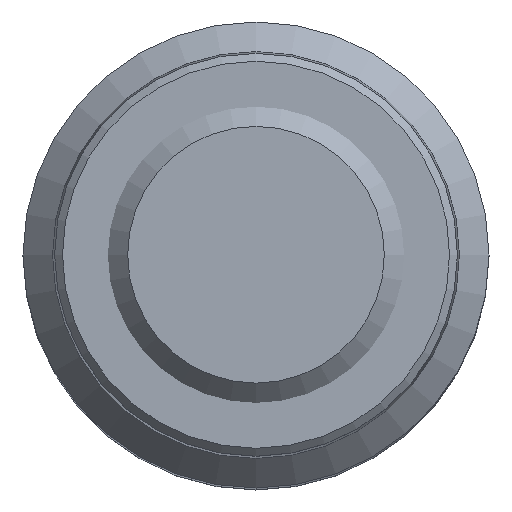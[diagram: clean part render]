
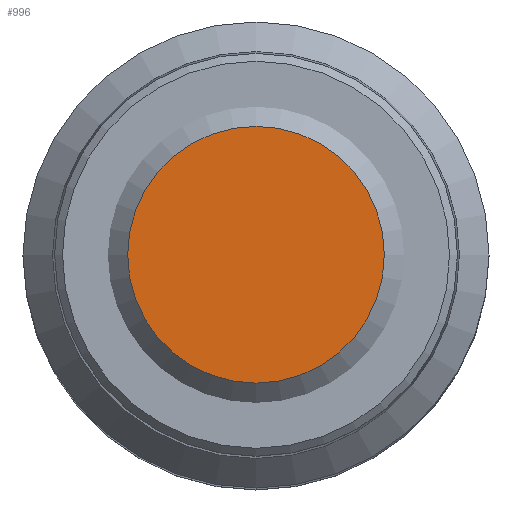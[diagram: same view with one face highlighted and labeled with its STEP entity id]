
A CAD part, top view. The second image highlights one B-rep face of the part: STEP entity #996.
In plain terms, the highlighted planar face has unit normal (0, 0, 1).
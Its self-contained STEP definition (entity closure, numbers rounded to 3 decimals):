
#43=PLANE('',#1150);
#83=FACE_OUTER_BOUND('',#146,.T.);
#146=EDGE_LOOP('',(#687));
#359=CIRCLE('',#1149,3.25);
#435=VERTEX_POINT('',#1667);
#533=EDGE_CURVE('',#435,#435,#359,.T.);
#687=ORIENTED_EDGE('',*,*,#533,.F.);
#996=ADVANCED_FACE('',(#83),#43,.F.);
#1149=AXIS2_PLACEMENT_3D('',#1669,#1311,#1312);
#1150=AXIS2_PLACEMENT_3D('',#1670,#1313,#1314);
#1311=DIRECTION('center_axis',(0.,0.,-1.));
#1312=DIRECTION('ref_axis',(-1.,0.,0.));
#1313=DIRECTION('center_axis',(0.,0.,-1.));
#1314=DIRECTION('ref_axis',(-1.,0.,0.));
#1667=CARTESIAN_POINT('',(3.25,0.,58.));
#1669=CARTESIAN_POINT('Origin',(0.,0.,58.));
#1670=CARTESIAN_POINT('Origin',(0.,0.,58.));
